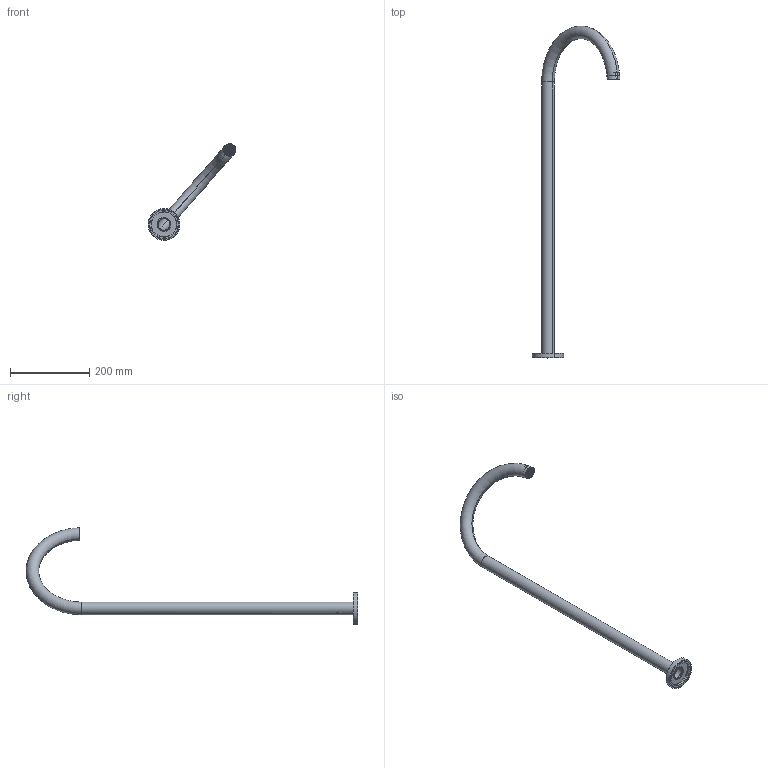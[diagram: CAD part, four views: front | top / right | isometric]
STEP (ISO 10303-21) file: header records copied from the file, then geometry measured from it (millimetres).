
FILE_DESCRIPTION (( 'STEP AP214' ), '1' );
FILE_NAME ('SFLO83C_stripped.STEP', '2017-07-20T05:08:50', ( 'khoa' ), ( '' ), 'SwSTEP 2.0', 'SolidWorks 2016', '' );
FILE_SCHEMA (( 'AUTOMOTIVE_DESIGN' ));
Length unit declared in the file: millimetre
Products named in the file (2): SFLO83C_stripped
Bounding box: 220.93 x 835.97 x 243.39 mm (x, y, z)
Volume: 157061 mm3; surface area: 226423.1 mm2
Topology: 6 solids, 6 shells, 318 faces, 1086 edges, 596 vertices
Faces by surface type: cylinder 265, plane 25, cone 14, torus 10, bspline 4
Entity records: 23202 total; most frequent: CARTESIAN_POINT 11052, ORIENTED_EDGE 2172, DIRECTION 1332, EDGE_CURVE 1086, VERTEX_POINT 596, B_SPLINE_CURVE_WITH_KNOTS 488, LINE 476, VECTOR 476
